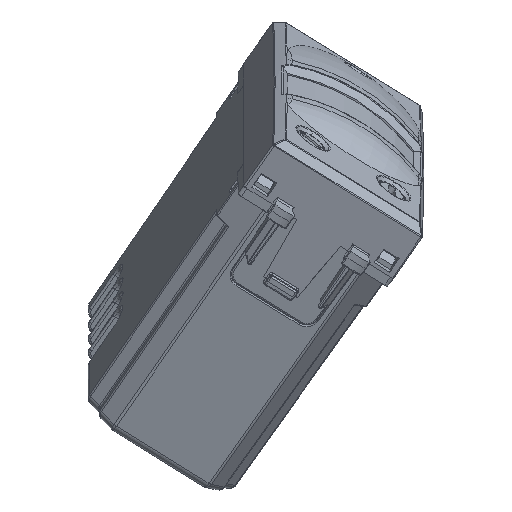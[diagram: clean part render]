
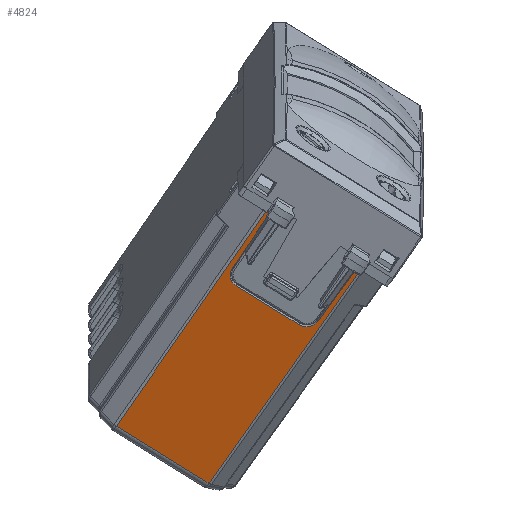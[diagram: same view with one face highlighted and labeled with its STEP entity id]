
A CAD part, front view. The second image highlights one B-rep face of the part: STEP entity #4824.
In plain terms, the highlighted face is planar.
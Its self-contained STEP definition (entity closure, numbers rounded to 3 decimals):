
#1999=CARTESIAN_POINT('Vertex',(6.525,-22.45,0.)) ;
#2002=CARTESIAN_POINT('Line Origine',(6.771,-22.45,0.)) ;
#2006=CARTESIAN_POINT('Vertex',(7.018,-22.45,0.)) ;
#4394=CARTESIAN_POINT('Line Origine',(6.96,-22.31,-15.992)) ;
#4398=CARTESIAN_POINT('Vertex',(6.895,-22.153,-34.009)) ;
#4741=CARTESIAN_POINT('Vertex',(6.375,-22.375,-8.58)) ;
#4744=CARTESIAN_POINT('Line Origine',(6.45,-22.413,-4.29)) ;
#4756=CARTESIAN_POINT('Axis2P3D Location',(0.,-22.45,0.)) ;
#4762=CARTESIAN_POINT('Control Point',(-6.895,-22.153,-34.009)) ;
#4763=CARTESIAN_POINT('Control Point',(-7.018,-22.45,0.)) ;
#4764=CARTESIAN_POINT('Vertex',(-7.018,-22.45,0.)) ;
#4766=CARTESIAN_POINT('Vertex',(-6.895,-22.153,-34.009)) ;
#4769=CARTESIAN_POINT('Line Origine',(-31.672,-22.153,-34.009)) ;
#4775=CARTESIAN_POINT('Control Point',(6.375,-22.375,-8.58)) ;
#4776=CARTESIAN_POINT('Control Point',(6.366,-22.371,-9.108)) ;
#4777=CARTESIAN_POINT('Control Point',(6.152,-22.366,-9.633)) ;
#4778=CARTESIAN_POINT('Control Point',(5.733,-22.362,-10.045)) ;
#4779=CARTESIAN_POINT('Control Point',(5.204,-22.361,-10.25)) ;
#4780=CARTESIAN_POINT('Control Point',(4.676,-22.361,-10.25)) ;
#4781=CARTESIAN_POINT('Vertex',(4.676,-22.361,-10.25)) ;
#4784=CARTESIAN_POINT('Line Origine',(-31.672,-22.361,-10.25)) ;
#4788=CARTESIAN_POINT('Vertex',(-4.676,-22.361,-10.25)) ;
#4792=CARTESIAN_POINT('Control Point',(-4.676,-22.361,-10.25)) ;
#4793=CARTESIAN_POINT('Control Point',(-5.204,-22.361,-10.25)) ;
#4794=CARTESIAN_POINT('Control Point',(-5.732,-22.362,-10.045)) ;
#4795=CARTESIAN_POINT('Control Point',(-6.152,-22.366,-9.633)) ;
#4796=CARTESIAN_POINT('Control Point',(-6.366,-22.371,-9.108)) ;
#4797=CARTESIAN_POINT('Control Point',(-6.375,-22.375,-8.58)) ;
#4798=CARTESIAN_POINT('Vertex',(-6.375,-22.375,-8.58)) ;
#4802=CARTESIAN_POINT('Control Point',(-6.525,-22.45,0.)) ;
#4803=CARTESIAN_POINT('Control Point',(-6.375,-22.375,-8.58)) ;
#4804=CARTESIAN_POINT('Vertex',(-6.525,-22.45,0.)) ;
#4807=CARTESIAN_POINT('Line Origine',(-31.672,-22.45,0.)) ;
#2003=DIRECTION('Vector Direction',(-1.,0.,0.)) ;
#4395=DIRECTION('Vector Direction',(0.004,-0.009,1.)) ;
#4745=DIRECTION('Vector Direction',(-0.017,0.009,-1.)) ;
#4757=DIRECTION('Axis2P3D Direction',(0.,1.,0.009)) ;
#4758=DIRECTION('Axis2P3D XDirection',(-1.,0.,0.)) ;
#4770=DIRECTION('Vector Direction',(-1.,0.,0.)) ;
#4785=DIRECTION('Vector Direction',(-1.,0.,0.)) ;
#4808=DIRECTION('Vector Direction',(-1.,0.,0.)) ;
#4759=AXIS2_PLACEMENT_3D('Plane Axis2P3D',#4756,#4757,#4758) ;
#4813=ORIENTED_EDGE('',*,*,#4768,.T.) ;
#4814=ORIENTED_EDGE('',*,*,#4773,.F.) ;
#4815=ORIENTED_EDGE('',*,*,#4400,.F.) ;
#4816=ORIENTED_EDGE('',*,*,#2008,.T.) ;
#4817=ORIENTED_EDGE('',*,*,#4748,.F.) ;
#4818=ORIENTED_EDGE('',*,*,#4783,.F.) ;
#4819=ORIENTED_EDGE('',*,*,#4790,.F.) ;
#4820=ORIENTED_EDGE('',*,*,#4800,.F.) ;
#4821=ORIENTED_EDGE('',*,*,#4806,.F.) ;
#4822=ORIENTED_EDGE('',*,*,#4811,.T.) ;
#2004=VECTOR('Line Direction',#2003,1.) ;
#4396=VECTOR('Line Direction',#4395,1.) ;
#4746=VECTOR('Line Direction',#4745,1.) ;
#4771=VECTOR('Line Direction',#4770,1.) ;
#4786=VECTOR('Line Direction',#4785,1.) ;
#4809=VECTOR('Line Direction',#4808,1.) ;
#4824=ADVANCED_FACE('PartBody',(#4823),#4760,.F.) ;
#4761=B_SPLINE_CURVE_WITH_KNOTS('',1,(#4762,#4763),.UNSPECIFIED.,.F.,.U.,(2,2),(-18.018,15.993),.UNSPECIFIED.) ;
#4774=B_SPLINE_CURVE_WITH_KNOTS('',5,(#4775,#4776,#4777,#4778,#4779,#4780),.UNSPECIFIED.,.F.,.U.,(6,6),(0.,3.734),.UNSPECIFIED.) ;
#4791=B_SPLINE_CURVE_WITH_KNOTS('',5,(#4792,#4793,#4794,#4795,#4796,#4797),.UNSPECIFIED.,.F.,.U.,(6,6),(0.,3.734),.UNSPECIFIED.) ;
#4801=B_SPLINE_CURVE_WITH_KNOTS('',1,(#4802,#4803),.UNSPECIFIED.,.F.,.U.,(2,2),(-4.291,4.291),.UNSPECIFIED.) ;
#2008=EDGE_CURVE('',#2007,#2000,#2005,.T.) ;
#4400=EDGE_CURVE('',#2007,#4399,#4397,.F.) ;
#4748=EDGE_CURVE('',#4742,#2000,#4747,.F.) ;
#4768=EDGE_CURVE('',#4765,#4767,#4761,.F.) ;
#4773=EDGE_CURVE('',#4399,#4767,#4772,.T.) ;
#4783=EDGE_CURVE('',#4782,#4742,#4774,.F.) ;
#4790=EDGE_CURVE('',#4789,#4782,#4787,.F.) ;
#4800=EDGE_CURVE('',#4799,#4789,#4791,.F.) ;
#4806=EDGE_CURVE('',#4805,#4799,#4801,.T.) ;
#4811=EDGE_CURVE('',#4805,#4765,#4810,.T.) ;
#4812=EDGE_LOOP('',(#4813,#4814,#4815,#4816,#4817,#4818,#4819,#4820,#4821,#4822)) ;
#4823=FACE_OUTER_BOUND('',#4812,.T.) ;
#2005=LINE('Line',#2002,#2004) ;
#4397=LINE('Line',#4394,#4396) ;
#4747=LINE('Line',#4744,#4746) ;
#4772=LINE('Line',#4769,#4771) ;
#4787=LINE('Line',#4784,#4786) ;
#4810=LINE('Line',#4807,#4809) ;
#4760=PLANE('',#4759) ;
#2000=VERTEX_POINT('',#1999) ;
#2007=VERTEX_POINT('',#2006) ;
#4399=VERTEX_POINT('',#4398) ;
#4742=VERTEX_POINT('',#4741) ;
#4765=VERTEX_POINT('',#4764) ;
#4767=VERTEX_POINT('',#4766) ;
#4782=VERTEX_POINT('',#4781) ;
#4789=VERTEX_POINT('',#4788) ;
#4799=VERTEX_POINT('',#4798) ;
#4805=VERTEX_POINT('',#4804) ;
